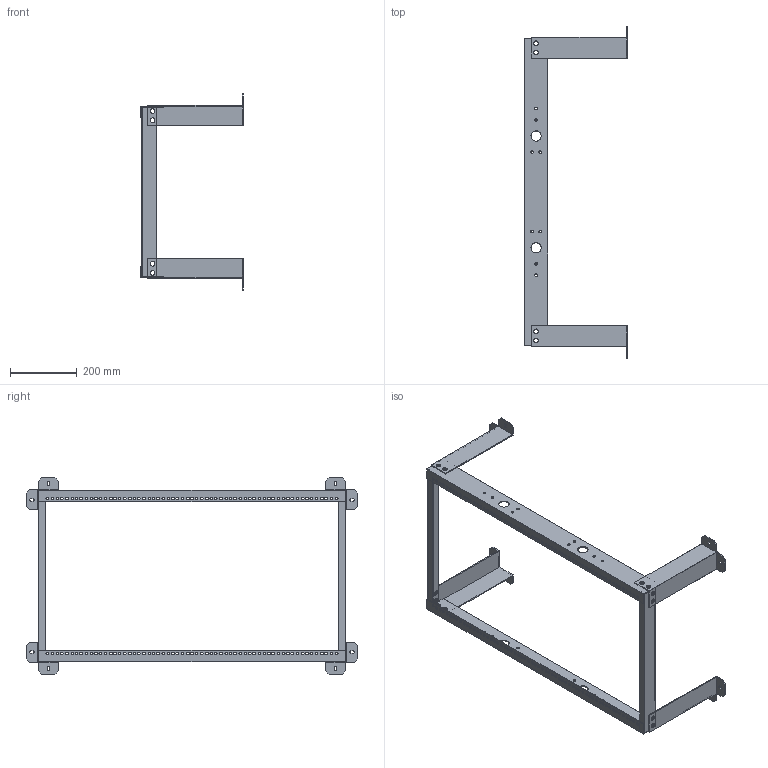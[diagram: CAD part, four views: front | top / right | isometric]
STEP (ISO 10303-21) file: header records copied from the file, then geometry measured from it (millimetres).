
FILE_DESCRIPTION (( 'STEP AP214' ), '1' );
FILE_NAME ('RP00015-20.STEP', '2018-11-27T17:36:23', ( '' ), ( '' ), 'SwSTEP 2.0', 'SolidWorks 2017', '' );
FILE_SCHEMA (( 'AUTOMOTIVE_DESIGN' ));
Length unit declared in the file: inch
Products named in the file (9): RP00015-20_2; RP00015-20; RP00015-20_3; RP00015-20_1
Assembly tree (8 placements, depth 2):
  RP00015-20
    RP00015-20_1
    RP00015-20_2
    RP00015-20_1
    RP00015-20_2
    RP00015-20_3
    RP00015-20_3
    RP00015-20_3
    RP00015-20_3
Bounding box: 308 x 994.89 x 588.89 mm (x, y, z)
Volume: 1166228.9 mm3; surface area: 824327.7 mm2
Topology: 8 solids, 8 shells, 488 faces, 1416 edges, 944 vertices
Faces by surface type: cylinder 368, plane 120
Entity records: 17628 total; most frequent: DIRECTION 3150, CARTESIAN_POINT 2859, ORIENTED_EDGE 2832, EDGE_CURVE 1416, AXIS2_PLACEMENT_3D 1235, VERTEX_POINT 944, EDGE_LOOP 852, CIRCLE 736
